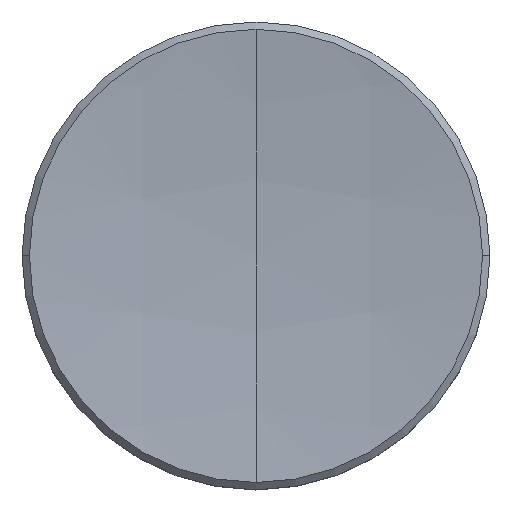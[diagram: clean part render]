
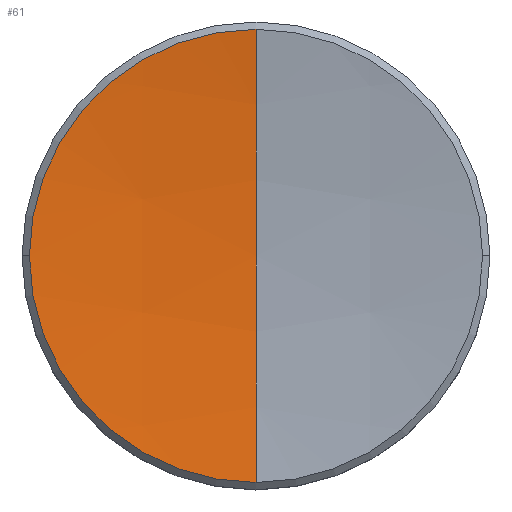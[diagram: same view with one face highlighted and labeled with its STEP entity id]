
A CAD part, top view. The second image highlights one B-rep face of the part: STEP entity #61.
In plain terms, the highlighted spherical face has radius 50 mm.
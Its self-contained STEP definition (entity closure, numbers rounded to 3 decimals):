
#59 = EDGE_CURVE ( 'NONE', #87, #81, #2127, .T. ) ;
#60 = EDGE_CURVE ( 'NONE', #81, #84, #2207, .T. ) ;
#61 = ADVANCED_FACE ( 'NONE', ( #2195 ), #2180, .F. ) ;
#62 = VERTEX_POINT ( 'NONE', #2232 ) ;
#63 = ORIENTED_EDGE ( 'NONE', *, *, #59, .T. ) ;
#81 = VERTEX_POINT ( 'NONE', #2029 ) ;
#82 = ORIENTED_EDGE ( 'NONE', *, *, #60, .T. ) ;
#83 = EDGE_CURVE ( 'NONE', #84, #62, #2028, .T. ) ;
#84 = VERTEX_POINT ( 'NONE', #2157 ) ;
#85 = ORIENTED_EDGE ( 'NONE', *, *, #95, .F. ) ;
#87 = VERTEX_POINT ( 'NONE', #2027 ) ;
#91 = ORIENTED_EDGE ( 'NONE', *, *, #83, .T. ) ;
#93 = EDGE_LOOP ( 'NONE', ( #63, #82, #91, #85 ) ) ;
#95 = EDGE_CURVE ( 'NONE', #87, #62, #2053, .T. ) ;
#2021 = DIRECTION ( 'NONE',  ( 0., 1., 0. ) ) ;
#2022 = DIRECTION ( 'NONE',  ( 1., 0., 0. ) ) ;
#2023 = CARTESIAN_POINT ( 'NONE',  ( 0., 0., 51.5 ) ) ;
#2027 = CARTESIAN_POINT ( 'NONE',  ( 0., 6.151, 1.88 ) ) ;
#2028 = CIRCLE ( 'NONE', #2156, 50. ) ;
#2029 = CARTESIAN_POINT ( 'NONE',  ( -6.151, 0., 1.88 ) ) ;
#2044 = CARTESIAN_POINT ( 'NONE',  ( 0., 0., 1.88 ) ) ;
#2050 = DIRECTION ( 'NONE',  ( 0., 0., 1. ) ) ;
#2051 = DIRECTION ( 'NONE',  ( -1., 0., 0. ) ) ;
#2052 = AXIS2_PLACEMENT_3D ( 'NONE', #2063, #2051, #2050 ) ;
#2053 = CIRCLE ( 'NONE', #2052, 50. ) ;
#2063 = CARTESIAN_POINT ( 'NONE',  ( 0., 0., 51.5 ) ) ;
#2081 = CARTESIAN_POINT ( 'NONE',  ( 0., 0., 1.88 ) ) ;
#2082 = DIRECTION ( 'NONE',  ( 1., 0., 0. ) ) ;
#2083 = DIRECTION ( 'NONE',  ( 0., 0., 1. ) ) ;
#2086 = AXIS2_PLACEMENT_3D ( 'NONE', #2044, #2083, #2082 ) ;
#2127 = CIRCLE ( 'NONE', #2086, 6.151 ) ;
#2156 = AXIS2_PLACEMENT_3D ( 'NONE', #2023, #2022, #2021 ) ;
#2157 = CARTESIAN_POINT ( 'NONE',  ( 0., -6.151, 1.88 ) ) ;
#2180 = SPHERICAL_SURFACE ( 'NONE', #2198, 50. ) ;
#2182 = DIRECTION ( 'NONE',  ( 0., 1., 0. ) ) ;
#2183 = DIRECTION ( 'NONE',  ( 1., 0., 0. ) ) ;
#2194 = CARTESIAN_POINT ( 'NONE',  ( 0., 0., 51.5 ) ) ;
#2195 = FACE_OUTER_BOUND ( 'NONE', #93, .T. ) ;
#2196 = DIRECTION ( 'NONE',  ( 1., 0., 0. ) ) ;
#2197 = DIRECTION ( 'NONE',  ( 0., 0., 1. ) ) ;
#2198 = AXIS2_PLACEMENT_3D ( 'NONE', #2194, #2183, #2182 ) ;
#2199 = AXIS2_PLACEMENT_3D ( 'NONE', #2081, #2197, #2196 ) ;
#2207 = CIRCLE ( 'NONE', #2199, 6.151 ) ;
#2232 = CARTESIAN_POINT ( 'NONE',  ( 0., 0., 1.5 ) ) ;
